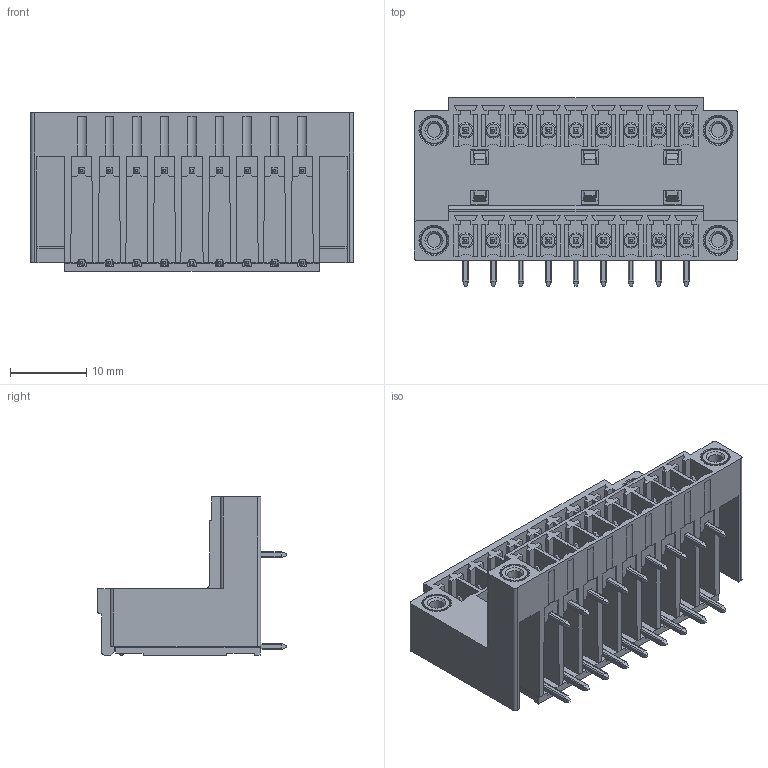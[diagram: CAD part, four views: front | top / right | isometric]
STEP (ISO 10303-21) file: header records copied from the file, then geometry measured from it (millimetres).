
FILE_DESCRIPTION( ('This file contains a STEP AP42 implementation' ,'as created by ZW3D STEP Interface translator.') ,'2;1' );
FILE_NAME( 'PM381-3R09ASM2.stp' ,'231125.164121', (''), ('ZWCAD Software Co.'), 'Version 1.0', 'ZW3D to STEP translator', '' );
FILE_SCHEMA(('AUTOMOTIVE_DESIGN { 1 0 10303 214 1 1 1 1 }'));
Length unit declared in the file: millimetre
Products named in the file (2): 0; PM381-3R09ASM2
Bounding box: 42.25 x 24.63 x 20.71 mm (x, y, z)
Volume: 4688.7 mm3; surface area: 13235.5 mm2
Topology: 24 solids, 28 shells, 3208 faces, 8534 edges, 5412 vertices
Faces by surface type: plane 2062, cylinder 771, torus 324, cone 24, bspline 23, sphere 4
Full cylindrical faces by diameter (mm): 0.531 x1, 1.135 x1
Entity records: 104384 total; most frequent: CARTESIAN_POINT 22394, ORIENTED_EDGE 17052, DIRECTION 15488, EDGE_CURVE 8534, VECTOR 5964, LINE 5964, VERTEX_POINT 5412, AXIS2_PLACEMENT_3D 4762
